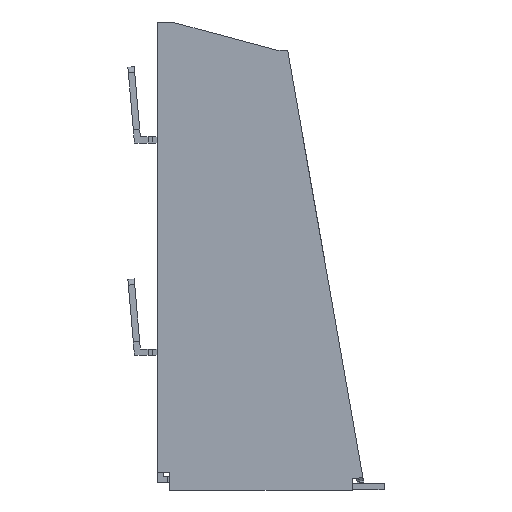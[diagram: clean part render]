
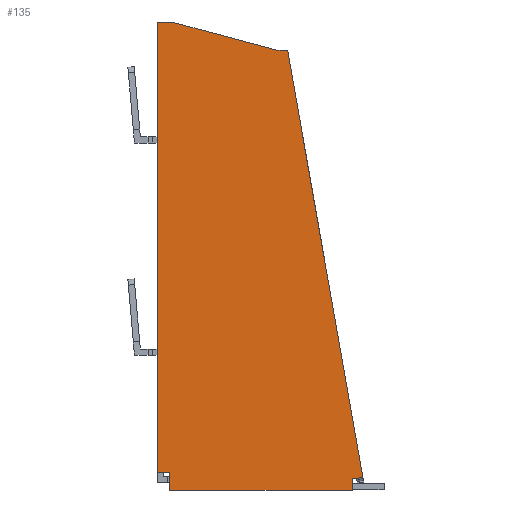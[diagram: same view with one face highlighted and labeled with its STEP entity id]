
A CAD part, left-side view. The second image highlights one B-rep face of the part: STEP entity #135.
In plain terms, the highlighted face is planar.
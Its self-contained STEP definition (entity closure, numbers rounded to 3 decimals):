
#57 = VERTEX_POINT ( 'NONE', #324 ) ;
#88 = EDGE_CURVE ( 'NONE', #3496, #2535, #1959, .T. ) ;
#123 = VECTOR ( 'NONE', #2587, 1000. ) ;
#135 = ADVANCED_FACE ( 'NONE', ( #2542 ), #3503, .T. ) ;
#150 = VERTEX_POINT ( 'NONE', #2033 ) ;
#169 = LINE ( 'NONE', #2731, #3268 ) ;
#170 = VECTOR ( 'NONE', #1642, 1000. ) ;
#191 = LINE ( 'NONE', #3726, #671 ) ;
#196 = VERTEX_POINT ( 'NONE', #2604 ) ;
#250 = VERTEX_POINT ( 'NONE', #2332 ) ;
#254 = VECTOR ( 'NONE', #272, 1000. ) ;
#264 = CARTESIAN_POINT ( 'NONE',  ( 37.343, -30.079, -1.5 ) ) ;
#272 = DIRECTION ( 'NONE',  ( 0., 1., 0. ) ) ;
#279 = EDGE_CURVE ( 'NONE', #3663, #250, #1345, .T. ) ;
#294 = CARTESIAN_POINT ( 'NONE',  ( -63.378, -10.205, -1.5 ) ) ;
#324 = CARTESIAN_POINT ( 'NONE',  ( -70., 14.508, -1.5 ) ) ;
#353 = CARTESIAN_POINT ( 'NONE',  ( -4.09, -23.198, -1.5 ) ) ;
#459 = VECTOR ( 'NONE', #3974, 1000. ) ;
#481 = ORIENTED_EDGE ( 'NONE', *, *, #1022, .F. ) ;
#557 = LINE ( 'NONE', #870, #1866 ) ;
#671 = VECTOR ( 'NONE', #3752, 1000. ) ;
#691 = EDGE_CURVE ( 'NONE', #196, #3663, #852, .T. ) ;
#730 = VERTEX_POINT ( 'NONE', #1798 ) ;
#765 = ORIENTED_EDGE ( 'NONE', *, *, #279, .F. ) ;
#846 = VERTEX_POINT ( 'NONE', #2104 ) ;
#852 = LINE ( 'NONE', #2110, #3738 ) ;
#870 = CARTESIAN_POINT ( 'NONE',  ( 36., 20.508, -1.5 ) ) ;
#968 = EDGE_CURVE ( 'NONE', #150, #2347, #169, .T. ) ;
#974 = DIRECTION ( 'NONE',  ( 0.259, -0.966, 0. ) ) ;
#1022 = EDGE_CURVE ( 'NONE', #57, #1619, #1579, .T. ) ;
#1070 = CARTESIAN_POINT ( 'NONE',  ( -70., 14.508, -1.5 ) ) ;
#1071 = CARTESIAN_POINT ( 'NONE',  ( 37.7, -27.993, -1.5 ) ) ;
#1172 = CARTESIAN_POINT ( 'NONE',  ( 36., 15.007, -1.5 ) ) ;
#1200 = LINE ( 'NONE', #1172, #1661 ) ;
#1221 = CARTESIAN_POINT ( 'NONE',  ( 37.5, -27.993, -1.5 ) ) ;
#1234 = LINE ( 'NONE', #3787, #254 ) ;
#1269 = VECTOR ( 'NONE', #2911, 1000. ) ;
#1305 = EDGE_CURVE ( 'NONE', #3828, #250, #1234, .T. ) ;
#1310 = CARTESIAN_POINT ( 'NONE',  ( 37.5, -27.993, -1.5 ) ) ;
#1345 = LINE ( 'NONE', #2922, #2785 ) ;
#1426 = CARTESIAN_POINT ( 'NONE',  ( 36., 17.986, -1.5 ) ) ;
#1429 = ORIENTED_EDGE ( 'NONE', *, *, #3376, .T. ) ;
#1502 = CARTESIAN_POINT ( 'NONE',  ( -63.323, -10.631, -1.5 ) ) ;
#1545 = ORIENTED_EDGE ( 'NONE', *, *, #88, .F. ) ;
#1550 = CARTESIAN_POINT ( 'NONE',  ( -63.209, -11.915, -1.5 ) ) ;
#1578 = CARTESIAN_POINT ( 'NONE',  ( 0., 0., -1.5 ) ) ;
#1579 = LINE ( 'NONE', #2859, #1858 ) ;
#1619 = VERTEX_POINT ( 'NONE', #1817 ) ;
#1642 = DIRECTION ( 'NONE',  ( 1., 0., 0. ) ) ;
#1661 = VECTOR ( 'NONE', #4104, 1000. ) ;
#1763 = CARTESIAN_POINT ( 'NONE',  ( -70., 15.486, -1.5 ) ) ;
#1771 = B_SPLINE_CURVE_WITH_KNOTS ( 'NONE', 3,
 ( #1310, #3456, #1855, #3142, #264, #3796 ),
 .UNSPECIFIED., .F., .F.,
 ( 4, 2, 4 ),
 ( 0.006, 0.007, 0.008 ),
 .UNSPECIFIED. ) ;
#1798 = CARTESIAN_POINT ( 'NONE',  ( -63.208, -12.773, -1.5 ) ) ;
#1817 = CARTESIAN_POINT ( 'NONE',  ( -63.378, -10.205, -1.5 ) ) ;
#1823 = CARTESIAN_POINT ( 'NONE',  ( -63.2, -12.344, -1.5 ) ) ;
#1855 = CARTESIAN_POINT ( 'NONE',  ( 37.452, -28.828, -1.5 ) ) ;
#1858 = VECTOR ( 'NONE', #974, 1000. ) ;
#1866 = VECTOR ( 'NONE', #2064, 1000. ) ;
#1877 = DIRECTION ( 'NONE',  ( -1., 0., 0. ) ) ;
#1906 = CARTESIAN_POINT ( 'NONE',  ( -63.27, -11.057, -1.5 ) ) ;
#1913 = CARTESIAN_POINT ( 'NONE',  ( 42.5, -27.993, -1.5 ) ) ;
#1918 = LINE ( 'NONE', #3485, #123 ) ;
#1941 = EDGE_CURVE ( 'NONE', #846, #196, #557, .T. ) ;
#1955 = VERTEX_POINT ( 'NONE', #2712 ) ;
#1959 = LINE ( 'NONE', #1913, #170 ) ;
#2033 = CARTESIAN_POINT ( 'NONE',  ( 40.2, 15.007, -1.5 ) ) ;
#2064 = DIRECTION ( 'NONE',  ( 0., 1., 0. ) ) ;
#2104 = CARTESIAN_POINT ( 'NONE',  ( 36., 15.007, -1.5 ) ) ;
#2110 = CARTESIAN_POINT ( 'NONE',  ( 36., 0., -1.5 ) ) ;
#2140 = ORIENTED_EDGE ( 'NONE', *, *, #3778, .F. ) ;
#2142 = EDGE_CURVE ( 'NONE', #3496, #1955, #1771, .T. ) ;
#2292 = DIRECTION ( 'NONE',  ( 0., 0., -1. ) ) ;
#2299 = ORIENTED_EDGE ( 'NONE', *, *, #4068, .F. ) ;
#2331 = EDGE_LOOP ( 'NONE', ( #1545, #3278, #2657, #3602, #481, #2299, #2855, #765, #3706, #3753, #2140, #1429, #3598, #3567 ) ) ;
#2332 = CARTESIAN_POINT ( 'NONE',  ( -70., 17.986, -1.5 ) ) ;
#2347 = VERTEX_POINT ( 'NONE', #2539 ) ;
#2535 = VERTEX_POINT ( 'NONE', #1071 ) ;
#2539 = CARTESIAN_POINT ( 'NONE',  ( 40.2, -27.993, -1.5 ) ) ;
#2542 = FACE_OUTER_BOUND ( 'NONE', #2331, .T. ) ;
#2587 = DIRECTION ( 'NONE',  ( 1., 0., 0. ) ) ;
#2604 = CARTESIAN_POINT ( 'NONE',  ( 36., 15.486, -1.5 ) ) ;
#2621 = DIRECTION ( 'NONE',  ( -1., 0., 0. ) ) ;
#2657 = ORIENTED_EDGE ( 'NONE', *, *, #3207, .T. ) ;
#2680 = LINE ( 'NONE', #1070, #459 ) ;
#2712 = CARTESIAN_POINT ( 'NONE',  ( 37.294, -30.495, -1.5 ) ) ;
#2731 = CARTESIAN_POINT ( 'NONE',  ( 40.2, 0., -1.5 ) ) ;
#2748 = EDGE_CURVE ( 'NONE', #1619, #730, #2827, .T. ) ;
#2785 = VECTOR ( 'NONE', #2621, 1000. ) ;
#2818 = DIRECTION ( 'NONE',  ( 0., -1., 0. ) ) ;
#2827 = B_SPLINE_CURVE_WITH_KNOTS ( 'NONE', 3,
 ( #294, #1502, #1906, #1550, #1823, #4075 ),
 .UNSPECIFIED., .F., .F.,
 ( 4, 2, 4 ),
 ( 0.006, 0.007, 0.008 ),
 .UNSPECIFIED. ) ;
#2855 = ORIENTED_EDGE ( 'NONE', *, *, #1305, .T. ) ;
#2859 = CARTESIAN_POINT ( 'NONE',  ( -59.778, -23.64, -1.5 ) ) ;
#2911 = DIRECTION ( 'NONE',  ( -0.985, 0.174, 0. ) ) ;
#2922 = CARTESIAN_POINT ( 'NONE',  ( 0., 17.986, -1.5 ) ) ;
#3096 = EDGE_CURVE ( 'NONE', #2535, #2347, #1918, .T. ) ;
#3142 = CARTESIAN_POINT ( 'NONE',  ( 37.384, -29.663, -1.5 ) ) ;
#3206 = LINE ( 'NONE', #353, #1269 ) ;
#3207 = EDGE_CURVE ( 'NONE', #1955, #730, #3206, .T. ) ;
#3268 = VECTOR ( 'NONE', #2818, 1000. ) ;
#3278 = ORIENTED_EDGE ( 'NONE', *, *, #2142, .T. ) ;
#3376 = EDGE_CURVE ( 'NONE', #3793, #150, #191, .T. ) ;
#3456 = CARTESIAN_POINT ( 'NONE',  ( 37.476, -28.41, -1.5 ) ) ;
#3485 = CARTESIAN_POINT ( 'NONE',  ( 0., -27.993, -1.5 ) ) ;
#3496 = VERTEX_POINT ( 'NONE', #1221 ) ;
#3503 = PLANE ( 'NONE',  #3805 ) ;
#3567 = ORIENTED_EDGE ( 'NONE', *, *, #3096, .F. ) ;
#3598 = ORIENTED_EDGE ( 'NONE', *, *, #968, .T. ) ;
#3602 = ORIENTED_EDGE ( 'NONE', *, *, #2748, .F. ) ;
#3663 = VERTEX_POINT ( 'NONE', #1426 ) ;
#3706 = ORIENTED_EDGE ( 'NONE', *, *, #691, .F. ) ;
#3726 = CARTESIAN_POINT ( 'NONE',  ( 37.7, 15.007, -1.5 ) ) ;
#3738 = VECTOR ( 'NONE', #4033, 1000. ) ;
#3752 = DIRECTION ( 'NONE',  ( 1., 0., 0. ) ) ;
#3753 = ORIENTED_EDGE ( 'NONE', *, *, #1941, .F. ) ;
#3778 = EDGE_CURVE ( 'NONE', #3793, #846, #1200, .T. ) ;
#3787 = CARTESIAN_POINT ( 'NONE',  ( -70., 15.486, -1.5 ) ) ;
#3793 = VERTEX_POINT ( 'NONE', #4058 ) ;
#3796 = CARTESIAN_POINT ( 'NONE',  ( 37.294, -30.495, -1.5 ) ) ;
#3805 = AXIS2_PLACEMENT_3D ( 'NONE', #1578, #2292, #1877 ) ;
#3828 = VERTEX_POINT ( 'NONE', #1763 ) ;
#3974 = DIRECTION ( 'NONE',  ( 0., -1., 0. ) ) ;
#4033 = DIRECTION ( 'NONE',  ( 0., 1., 0. ) ) ;
#4058 = CARTESIAN_POINT ( 'NONE',  ( 37.7, 15.007, -1.5 ) ) ;
#4068 = EDGE_CURVE ( 'NONE', #3828, #57, #2680, .T. ) ;
#4075 = CARTESIAN_POINT ( 'NONE',  ( -63.208, -12.773, -1.5 ) ) ;
#4104 = DIRECTION ( 'NONE',  ( -1., 0., 0. ) ) ;
